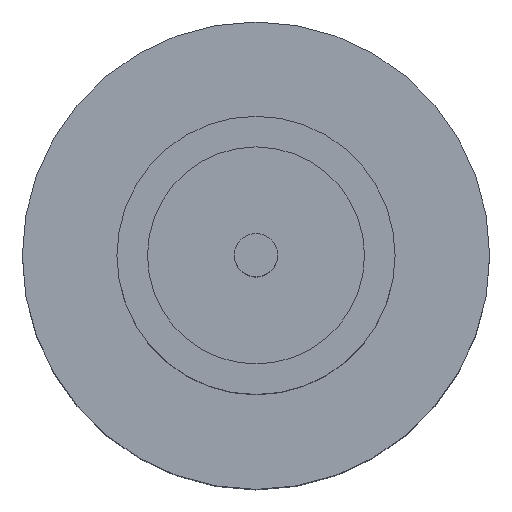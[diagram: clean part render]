
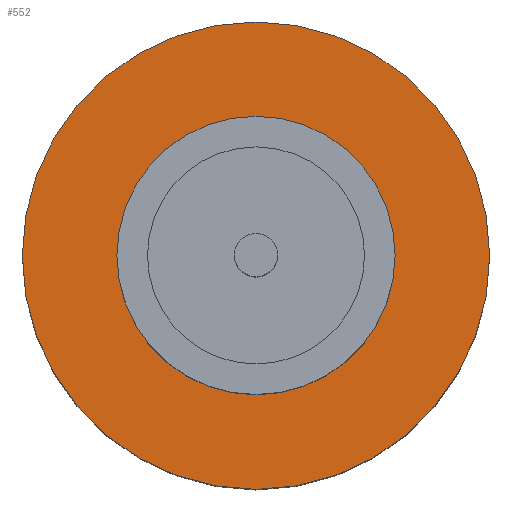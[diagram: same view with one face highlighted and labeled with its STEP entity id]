
A CAD part, top view. The second image highlights one B-rep face of the part: STEP entity #552.
In plain terms, the highlighted planar face has unit normal (0, 0, 1).
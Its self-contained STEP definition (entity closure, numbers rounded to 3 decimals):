
#33 = EDGE_LOOP ( 'NONE', ( #600, #699 ) ) ;
#41 = AXIS2_PLACEMENT_3D ( 'NONE', #576, #635, #205 ) ;
#63 = FACE_BOUND ( 'NONE', #320, .T. ) ;
#66 = ORIENTED_EDGE ( 'NONE', *, *, #529, .F. ) ;
#70 = AXIS2_PLACEMENT_3D ( 'NONE', #224, #666, #949 ) ;
#92 = EDGE_CURVE ( 'NONE', #484, #100, #798, .T. ) ;
#100 = VERTEX_POINT ( 'NONE', #875 ) ;
#142 = ORIENTED_EDGE ( 'NONE', *, *, #173, .F. ) ;
#173 = EDGE_CURVE ( 'NONE', #889, #661, #334, .T. ) ;
#205 = DIRECTION ( 'NONE',  ( 1., 0., 0. ) ) ;
#224 = CARTESIAN_POINT ( 'NONE',  ( 0., 0., 1.55 ) ) ;
#264 = CARTESIAN_POINT ( 'NONE',  ( 0., 0., 1.55 ) ) ;
#320 = EDGE_LOOP ( 'NONE', ( #142, #66 ) ) ;
#334 = CIRCLE ( 'NONE', #70, 1.25 ) ;
#349 = CARTESIAN_POINT ( 'NONE',  ( 0., 0., 1.55 ) ) ;
#402 = EDGE_CURVE ( 'NONE', #100, #484, #665, .T. ) ;
#405 = DIRECTION ( 'NONE',  ( 0., 0., 1. ) ) ;
#446 = DIRECTION ( 'NONE',  ( 1., 0., 0. ) ) ;
#484 = VERTEX_POINT ( 'NONE', #567 ) ;
#488 = DIRECTION ( 'NONE',  ( 1., 0., 0. ) ) ;
#529 = EDGE_CURVE ( 'NONE', #661, #889, #633, .T. ) ;
#552 = ADVANCED_FACE ( 'NONE', ( #63, #596 ), #862, .T. ) ;
#567 = CARTESIAN_POINT ( 'NONE',  ( -2.1, 0., 1.55 ) ) ;
#571 = DIRECTION ( 'NONE',  ( 0., 0., 1. ) ) ;
#576 = CARTESIAN_POINT ( 'NONE',  ( 0., 0., 1.55 ) ) ;
#596 = FACE_OUTER_BOUND ( 'NONE', #33, .T. ) ;
#600 = ORIENTED_EDGE ( 'NONE', *, *, #92, .T. ) ;
#615 = AXIS2_PLACEMENT_3D ( 'NONE', #349, #571, #644 ) ;
#633 = CIRCLE ( 'NONE', #615, 1.25 ) ;
#635 = DIRECTION ( 'NONE',  ( 0., 0., 1. ) ) ;
#644 = DIRECTION ( 'NONE',  ( 1., 0., 0. ) ) ;
#661 = VERTEX_POINT ( 'NONE', #866 ) ;
#665 = CIRCLE ( 'NONE', #946, 2.1 ) ;
#666 = DIRECTION ( 'NONE',  ( 0., 0., 1. ) ) ;
#695 = CARTESIAN_POINT ( 'NONE',  ( 1.25, 0., 1.55 ) ) ;
#699 = ORIENTED_EDGE ( 'NONE', *, *, #402, .T. ) ;
#713 = CARTESIAN_POINT ( 'NONE',  ( 0., 0., 1.55 ) ) ;
#781 = DIRECTION ( 'NONE',  ( 0., 0., 1. ) ) ;
#792 = AXIS2_PLACEMENT_3D ( 'NONE', #713, #781, #446 ) ;
#798 = CIRCLE ( 'NONE', #792, 2.1 ) ;
#862 = PLANE ( 'NONE',  #41 ) ;
#866 = CARTESIAN_POINT ( 'NONE',  ( -1.25, 0., 1.55 ) ) ;
#875 = CARTESIAN_POINT ( 'NONE',  ( 2.1, 0., 1.55 ) ) ;
#889 = VERTEX_POINT ( 'NONE', #695 ) ;
#946 = AXIS2_PLACEMENT_3D ( 'NONE', #264, #405, #488 ) ;
#949 = DIRECTION ( 'NONE',  ( 1., 0., 0. ) ) ;
